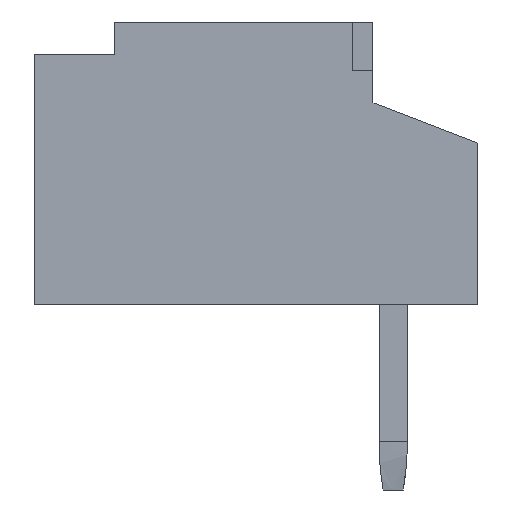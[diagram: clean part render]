
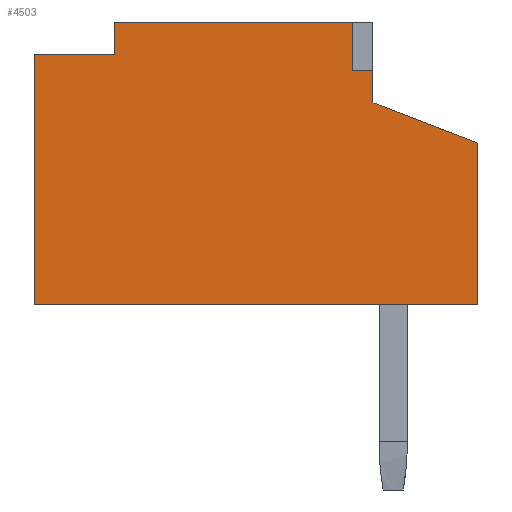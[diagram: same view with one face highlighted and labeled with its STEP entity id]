
A CAD part, left-side view. The second image highlights one B-rep face of the part: STEP entity #4503.
In plain terms, the highlighted planar face has unit normal (-1, 0, 0).
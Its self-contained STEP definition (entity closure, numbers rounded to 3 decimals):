
#1034=ORIENTED_EDGE('',*,*,#1520,.F.);
#1035=ORIENTED_EDGE('',*,*,#1517,.T.);
#1036=ORIENTED_EDGE('',*,*,#1487,.T.);
#1037=ORIENTED_EDGE('',*,*,#1485,.F.);
#1038=ORIENTED_EDGE('',*,*,#1481,.F.);
#1039=ORIENTED_EDGE('',*,*,#1328,.F.);
#1040=ORIENTED_EDGE('',*,*,#1522,.T.);
#1041=ORIENTED_EDGE('',*,*,#1523,.T.);
#1042=ORIENTED_EDGE('',*,*,#1404,.F.);
#1043=ORIENTED_EDGE('',*,*,#1521,.T.);
#1328=EDGE_CURVE('',#1702,#1703,#2028,.T.);
#1404=EDGE_CURVE('',#1752,#1747,#2104,.T.);
#1481=EDGE_CURVE('',#1703,#1801,#2173,.T.);
#1485=EDGE_CURVE('',#1801,#1803,#2177,.T.);
#1487=EDGE_CURVE('',#1804,#1803,#2179,.T.);
#1517=EDGE_CURVE('',#1821,#1804,#2209,.T.);
#1520=EDGE_CURVE('',#1821,#1822,#2212,.T.);
#1521=EDGE_CURVE('',#1752,#1822,#2213,.T.);
#1522=EDGE_CURVE('',#1702,#1823,#2214,.T.);
#1523=EDGE_CURVE('',#1823,#1747,#2215,.T.);
#1702=VERTEX_POINT('',#6501);
#1703=VERTEX_POINT('',#6503);
#1747=VERTEX_POINT('',#6626);
#1752=VERTEX_POINT('',#6647);
#1801=VERTEX_POINT('',#6881);
#1803=VERTEX_POINT('',#6889);
#1804=VERTEX_POINT('',#6893);
#1821=VERTEX_POINT('',#6951);
#1822=VERTEX_POINT('',#6955);
#1823=VERTEX_POINT('',#6962);
#2028=LINE('',#6502,#2422);
#2104=LINE('',#6648,#2498);
#2173=LINE('',#6880,#2567);
#2177=LINE('',#6888,#2571);
#2179=LINE('',#6892,#2573);
#2209=LINE('',#6950,#2603);
#2212=LINE('',#6956,#2606);
#2213=LINE('',#6959,#2607);
#2214=LINE('',#6961,#2608);
#2215=LINE('',#6963,#2609);
#2422=VECTOR('',#5111,1000.);
#2498=VECTOR('',#5227,1000.);
#2567=VECTOR('',#5366,1000.);
#2571=VECTOR('',#5374,1000.);
#2573=VECTOR('',#5378,1000.);
#2603=VECTOR('',#5430,1000.);
#2606=VECTOR('',#5435,1000.);
#2607=VECTOR('',#5440,1000.);
#2608=VECTOR('',#5443,1000.);
#2609=VECTOR('',#5444,1000.);
#2789=EDGE_LOOP('',(#1034,#1035,#1036,#1037,#1038,#1039,#1040,#1041,#1042,
#1043));
#2971=FACE_BOUND('',#2789,.T.);
#3109=PLANE('',#4690);
#4503=ADVANCED_FACE('',(#2971),#3109,.T.);
#4690=AXIS2_PLACEMENT_3D('',#6960,#5441,#5442);
#5111=DIRECTION('',(0.,1.,0.));
#5227=DIRECTION('',(0.,0.,-1.));
#5366=DIRECTION('',(0.,0.,1.));
#5374=DIRECTION('',(0.,-1.,0.));
#5378=DIRECTION('',(0.,0.,-1.));
#5430=DIRECTION('',(0.,1.,0.));
#5435=DIRECTION('',(0.,0.,-1.));
#5440=DIRECTION('',(0.,1.,0.));
#5441=DIRECTION('',(-1.,0.,0.));
#5442=DIRECTION('',(0.,0.,1.));
#5443=DIRECTION('',(0.,0.,1.));
#5444=DIRECTION('',(0.,0.933,0.359));
#6501=CARTESIAN_POINT('',(-3.375,-4.525,-1.9));
#6502=CARTESIAN_POINT('',(-3.375,-4.525,-1.9));
#6503=CARTESIAN_POINT('',(-3.375,0.975,-1.9));
#6626=CARTESIAN_POINT('',(-3.375,-3.225,0.6));
#6647=CARTESIAN_POINT('',(-3.375,-3.225,1.));
#6648=CARTESIAN_POINT('',(-3.375,-3.225,1.));
#6880=CARTESIAN_POINT('',(-3.375,0.975,-1.9));
#6881=CARTESIAN_POINT('',(-3.375,0.975,1.2));
#6888=CARTESIAN_POINT('',(-3.375,0.975,1.2));
#6889=CARTESIAN_POINT('',(-3.375,-0.025,1.2));
#6892=CARTESIAN_POINT('',(-3.375,-0.025,1.6));
#6893=CARTESIAN_POINT('',(-3.375,-0.025,1.6));
#6950=CARTESIAN_POINT('',(-3.375,-2.975,1.6));
#6951=CARTESIAN_POINT('',(-3.375,-2.975,1.6));
#6955=CARTESIAN_POINT('',(-3.375,-2.975,1.));
#6956=CARTESIAN_POINT('',(-3.375,-2.975,1.6));
#6959=CARTESIAN_POINT('',(-3.375,-3.225,1.));
#6960=CARTESIAN_POINT('',(-3.375,-4.525,-1.9));
#6961=CARTESIAN_POINT('',(-3.375,-4.525,-1.9));
#6962=CARTESIAN_POINT('',(-3.375,-4.525,0.1));
#6963=CARTESIAN_POINT('',(-3.375,-4.525,0.1));
